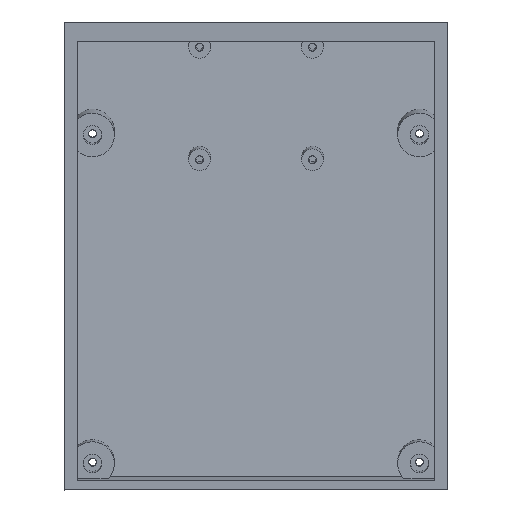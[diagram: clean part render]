
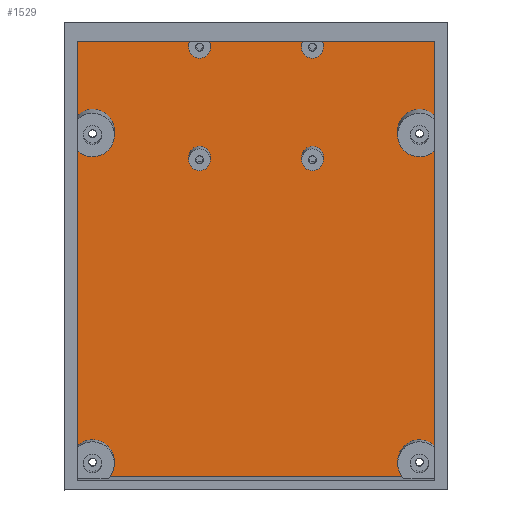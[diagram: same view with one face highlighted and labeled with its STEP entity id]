
A CAD part, top view. The second image highlights one B-rep face of the part: STEP entity #1529.
In plain terms, the highlighted face is planar.
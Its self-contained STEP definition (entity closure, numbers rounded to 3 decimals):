
#50=FACE_BOUND('',#568,.T.);
#51=FACE_BOUND('',#569,.T.);
#105=PLANE('',#1696);
#165=LINE('',#2362,#306);
#230=LINE('',#2575,#371);
#231=LINE('',#2579,#372);
#232=LINE('',#2581,#373);
#233=LINE('',#2584,#374);
#234=LINE('',#2586,#375);
#235=LINE('',#2587,#376);
#236=LINE('',#2588,#377);
#306=VECTOR('',#1896,10.);
#371=VECTOR('',#2111,10.);
#372=VECTOR('',#2114,10.);
#373=VECTOR('',#2115,10.);
#374=VECTOR('',#2118,10.);
#375=VECTOR('',#2119,10.);
#376=VECTOR('',#2120,10.);
#377=VECTOR('',#2121,10.);
#466=FACE_OUTER_BOUND('',#567,.T.);
#567=EDGE_LOOP('',(#1275,#1276,#1277,#1278,#1279,#1280,#1281,#1282,#1283,
#1284,#1285,#1286,#1287,#1288));
#568=EDGE_LOOP('',(#1289));
#569=EDGE_LOOP('',(#1290));
#651=ELLIPSE('',#1608,5.016,5.);
#657=ELLIPSE('',#1653,5.016,5.);
#659=ELLIPSE('',#1689,2.508,2.5);
#660=ELLIPSE('',#1695,5.016,5.);
#661=ELLIPSE('',#1697,5.016,5.);
#662=ELLIPSE('',#1698,2.508,2.5);
#663=ELLIPSE('',#1699,2.508,2.5);
#664=ELLIPSE('',#1700,2.508,2.5);
#708=VERTEX_POINT('',#2313);
#709=VERTEX_POINT('',#2315);
#721=VERTEX_POINT('',#2360);
#754=VERTEX_POINT('',#2452);
#788=VERTEX_POINT('',#2556);
#789=VERTEX_POINT('',#2558);
#792=VERTEX_POINT('',#2568);
#793=VERTEX_POINT('',#2570);
#794=VERTEX_POINT('',#2574);
#795=VERTEX_POINT('',#2576);
#796=VERTEX_POINT('',#2578);
#797=VERTEX_POINT('',#2580);
#798=VERTEX_POINT('',#2582);
#799=VERTEX_POINT('',#2585);
#800=VERTEX_POINT('',#2589);
#801=VERTEX_POINT('',#2591);
#857=EDGE_CURVE('',#709,#708,#651,.T.);
#879=EDGE_CURVE('',#708,#721,#165,.T.);
#924=EDGE_CURVE('',#721,#754,#657,.T.);
#972=EDGE_CURVE('',#789,#788,#659,.T.);
#977=EDGE_CURVE('',#792,#793,#660,.T.);
#979=EDGE_CURVE('',#754,#794,#230,.T.);
#980=EDGE_CURVE('',#794,#795,#661,.T.);
#981=EDGE_CURVE('',#795,#796,#231,.T.);
#982=EDGE_CURVE('',#796,#797,#232,.T.);
#983=EDGE_CURVE('',#797,#798,#662,.T.);
#984=EDGE_CURVE('',#798,#789,#233,.T.);
#985=EDGE_CURVE('',#788,#799,#234,.T.);
#986=EDGE_CURVE('',#799,#793,#235,.T.);
#987=EDGE_CURVE('',#792,#709,#236,.T.);
#988=EDGE_CURVE('',#800,#800,#663,.T.);
#989=EDGE_CURVE('',#801,#801,#664,.T.);
#1275=ORIENTED_EDGE('',*,*,#979,.T.);
#1276=ORIENTED_EDGE('',*,*,#980,.T.);
#1277=ORIENTED_EDGE('',*,*,#981,.T.);
#1278=ORIENTED_EDGE('',*,*,#982,.T.);
#1279=ORIENTED_EDGE('',*,*,#983,.T.);
#1280=ORIENTED_EDGE('',*,*,#984,.T.);
#1281=ORIENTED_EDGE('',*,*,#972,.T.);
#1282=ORIENTED_EDGE('',*,*,#985,.T.);
#1283=ORIENTED_EDGE('',*,*,#986,.T.);
#1284=ORIENTED_EDGE('',*,*,#977,.F.);
#1285=ORIENTED_EDGE('',*,*,#987,.T.);
#1286=ORIENTED_EDGE('',*,*,#857,.T.);
#1287=ORIENTED_EDGE('',*,*,#879,.T.);
#1288=ORIENTED_EDGE('',*,*,#924,.T.);
#1289=ORIENTED_EDGE('',*,*,#988,.T.);
#1290=ORIENTED_EDGE('',*,*,#989,.T.);
#1529=ADVANCED_FACE('',(#466,#50,#51),#105,.F.);
#1608=AXIS2_PLACEMENT_3D('',#2316,#1848,#1849);
#1653=AXIS2_PLACEMENT_3D('',#2454,#1986,#1987);
#1689=AXIS2_PLACEMENT_3D('',#2559,#2092,#2093);
#1695=AXIS2_PLACEMENT_3D('',#2571,#2106,#2107);
#1696=AXIS2_PLACEMENT_3D('',#2573,#2109,#2110);
#1697=AXIS2_PLACEMENT_3D('',#2577,#2112,#2113);
#1698=AXIS2_PLACEMENT_3D('',#2583,#2116,#2117);
#1699=AXIS2_PLACEMENT_3D('',#2590,#2122,#2123);
#1700=AXIS2_PLACEMENT_3D('',#2592,#2124,#2125);
#1848=DIRECTION('center_axis',(0.,-0.079,
-0.997));
#1849=DIRECTION('ref_axis',(0.,-0.997,0.079));
#1896=DIRECTION('',(1.,0.,0.));
#1986=DIRECTION('center_axis',(0.,-0.079,
-0.997));
#1987=DIRECTION('ref_axis',(0.,-0.997,0.079));
#2092=DIRECTION('center_axis',(0.,-0.079,
-0.997));
#2093=DIRECTION('ref_axis',(0.,0.997,-0.079));
#2106=DIRECTION('center_axis',(0.,0.079,
0.997));
#2107=DIRECTION('ref_axis',(0.,-0.997,0.079));
#2109=DIRECTION('center_axis',(0.,-0.079,
-0.997));
#2110=DIRECTION('ref_axis',(1.,0.,0.));
#2111=DIRECTION('',(0.,0.997,-0.079));
#2112=DIRECTION('center_axis',(0.,-0.079,
-0.997));
#2113=DIRECTION('ref_axis',(0.,-0.997,0.079));
#2114=DIRECTION('',(0.,0.997,-0.079));
#2115=DIRECTION('',(-1.,0.,0.));
#2116=DIRECTION('center_axis',(0.,-0.079,
-0.997));
#2117=DIRECTION('ref_axis',(0.,0.997,-0.079));
#2118=DIRECTION('',(-1.,0.,0.));
#2119=DIRECTION('',(-1.,0.,0.));
#2120=DIRECTION('',(0.,-0.997,0.079));
#2121=DIRECTION('',(0.,-0.997,0.079));
#2122=DIRECTION('center_axis',(0.,-0.079,
-0.997));
#2123=DIRECTION('ref_axis',(0.,0.997,-0.079));
#2124=DIRECTION('center_axis',(0.,-0.079,
-0.997));
#2125=DIRECTION('ref_axis',(0.,0.997,-0.079));
#2313=CARTESIAN_POINT('',(120.868,-49.316,-5.238));
#2315=CARTESIAN_POINT('',(113.8,-42.243,-5.801));
#2316=CARTESIAN_POINT('Origin',(117.276,-45.837,-5.515));
#2360=CARTESIAN_POINT('',(188.693,-49.316,-5.238));
#2362=CARTESIAN_POINT('',(134.291,-49.316,-5.238));
#2452=CARTESIAN_POINT('',(195.763,-42.245,-5.801));
#2454=CARTESIAN_POINT('Origin',(192.285,-45.837,-5.515));
#2556=CARTESIAN_POINT('',(140.331,51.697,-13.268));
#2558=CARTESIAN_POINT('',(143.331,51.697,-13.268));
#2559=CARTESIAN_POINT('Origin',(141.831,49.697,-13.109));
#2568=CARTESIAN_POINT('',(113.8,26.172,-11.239));
#2570=CARTESIAN_POINT('',(113.8,33.359,-11.81));
#2571=CARTESIAN_POINT('Origin',(117.276,29.766,-11.525));
#2573=CARTESIAN_POINT('Origin',(154.781,1.191,-9.253));
#2574=CARTESIAN_POINT('',(195.763,26.173,-11.239));
#2575=CARTESIAN_POINT('',(195.763,1.359,-9.267));
#2576=CARTESIAN_POINT('',(195.763,33.358,-11.81));
#2577=CARTESIAN_POINT('Origin',(192.285,29.766,-11.525));
#2578=CARTESIAN_POINT('',(195.763,51.697,-13.268));
#2579=CARTESIAN_POINT('',(195.763,1.359,-9.267));
#2580=CARTESIAN_POINT('',(169.231,51.697,-13.268));
#2581=CARTESIAN_POINT('',(175.272,51.697,-13.268));
#2582=CARTESIAN_POINT('',(166.231,51.697,-13.268));
#2583=CARTESIAN_POINT('Origin',(167.731,49.697,-13.109));
#2584=CARTESIAN_POINT('',(175.272,51.697,-13.268));
#2585=CARTESIAN_POINT('',(113.8,51.697,-13.268));
#2586=CARTESIAN_POINT('',(175.272,51.697,-13.268));
#2587=CARTESIAN_POINT('',(113.8,1.359,-9.267));
#2588=CARTESIAN_POINT('',(113.8,1.359,-9.267));
#2589=CARTESIAN_POINT('',(144.331,23.797,-11.05));
#2590=CARTESIAN_POINT('Origin',(141.831,23.797,-11.05));
#2591=CARTESIAN_POINT('',(170.231,23.797,-11.05));
#2592=CARTESIAN_POINT('Origin',(167.731,23.797,-11.05));
